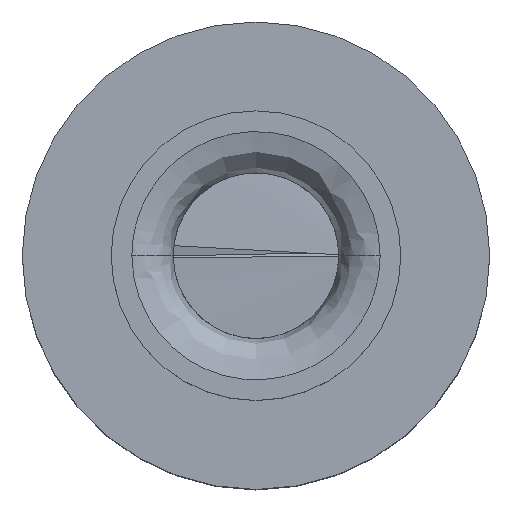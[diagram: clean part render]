
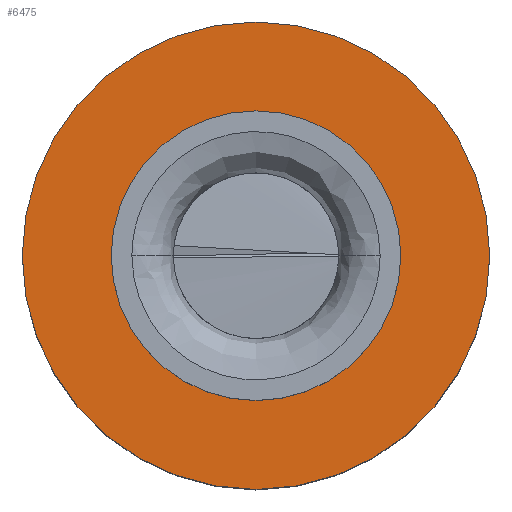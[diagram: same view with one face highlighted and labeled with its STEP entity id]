
A CAD part, top view. The second image highlights one B-rep face of the part: STEP entity #6475.
In plain terms, the highlighted planar face has unit normal (0, 0, 1).
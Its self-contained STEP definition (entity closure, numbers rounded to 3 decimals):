
#301 = EDGE_CURVE ( 'NONE', #3178, #3725, #7631, .T. ) ;
#696 = AXIS2_PLACEMENT_3D ( 'NONE', #5178, #3372, #2052 ) ;
#844 = AXIS2_PLACEMENT_3D ( 'NONE', #2912, #7412, #3648 ) ;
#1091 = CIRCLE ( 'NONE', #696, 3.15 ) ;
#1567 = CARTESIAN_POINT ( 'NONE',  ( 0., 0., 7.3 ) ) ;
#1769 = EDGE_CURVE ( 'NONE', #5499, #8101, #4630, .T. ) ;
#1821 = FACE_BOUND ( 'NONE', #5702, .T. ) ;
#2047 = DIRECTION ( 'NONE',  ( 0., 0., 1. ) ) ;
#2052 = DIRECTION ( 'NONE',  ( 1., 0., 0. ) ) ;
#2455 = CARTESIAN_POINT ( 'NONE',  ( 5.65, 0., 7.3 ) ) ;
#2730 = ORIENTED_EDGE ( 'NONE', *, *, #1769, .T. ) ;
#2750 = DIRECTION ( 'NONE',  ( 1., 0., 0. ) ) ;
#2880 = DIRECTION ( 'NONE',  ( 1., 0., 0. ) ) ;
#2912 = CARTESIAN_POINT ( 'NONE',  ( 0., 0., 7.3 ) ) ;
#3091 = AXIS2_PLACEMENT_3D ( 'NONE', #3891, #2047, #5253 ) ;
#3178 = VERTEX_POINT ( 'NONE', #6077 ) ;
#3372 = DIRECTION ( 'NONE',  ( 0., 0., -1. ) ) ;
#3606 = FACE_OUTER_BOUND ( 'NONE', #4701, .T. ) ;
#3648 = DIRECTION ( 'NONE',  ( 1., 0., 0. ) ) ;
#3725 = VERTEX_POINT ( 'NONE', #6623 ) ;
#3818 = AXIS2_PLACEMENT_3D ( 'NONE', #1567, #4070, #2750 ) ;
#3891 = CARTESIAN_POINT ( 'NONE',  ( 0., 0., 7.3 ) ) ;
#4070 = DIRECTION ( 'NONE',  ( 0., 0., -1. ) ) ;
#4103 = AXIS2_PLACEMENT_3D ( 'NONE', #7258, #6117, #2880 ) ;
#4347 = ORIENTED_EDGE ( 'NONE', *, *, #301, .T. ) ;
#4630 = CIRCLE ( 'NONE', #4103, 5.65 ) ;
#4701 = EDGE_LOOP ( 'NONE', ( #7532, #2730 ) ) ;
#4820 = PLANE ( 'NONE',  #844 ) ;
#4842 = ORIENTED_EDGE ( 'NONE', *, *, #5987, .T. ) ;
#5178 = CARTESIAN_POINT ( 'NONE',  ( 0., 0., 7.3 ) ) ;
#5253 = DIRECTION ( 'NONE',  ( 1., 0., 0. ) ) ;
#5324 = CIRCLE ( 'NONE', #3091, 5.65 ) ;
#5499 = VERTEX_POINT ( 'NONE', #6549 ) ;
#5702 = EDGE_LOOP ( 'NONE', ( #4347, #4842 ) ) ;
#5987 = EDGE_CURVE ( 'NONE', #3725, #3178, #1091, .T. ) ;
#6077 = CARTESIAN_POINT ( 'NONE',  ( 3.15, 0., 7.3 ) ) ;
#6117 = DIRECTION ( 'NONE',  ( 0., 0., 1. ) ) ;
#6475 = ADVANCED_FACE ( 'NONE', ( #1821, #3606 ), #4820, .T. ) ;
#6549 = CARTESIAN_POINT ( 'NONE',  ( -5.65, 0., 7.3 ) ) ;
#6623 = CARTESIAN_POINT ( 'NONE',  ( -3.15, 0., 7.3 ) ) ;
#7258 = CARTESIAN_POINT ( 'NONE',  ( 0., 0., 7.3 ) ) ;
#7412 = DIRECTION ( 'NONE',  ( 0., 0., 1. ) ) ;
#7532 = ORIENTED_EDGE ( 'NONE', *, *, #7852, .T. ) ;
#7631 = CIRCLE ( 'NONE', #3818, 3.15 ) ;
#7852 = EDGE_CURVE ( 'NONE', #8101, #5499, #5324, .T. ) ;
#8101 = VERTEX_POINT ( 'NONE', #2455 ) ;
